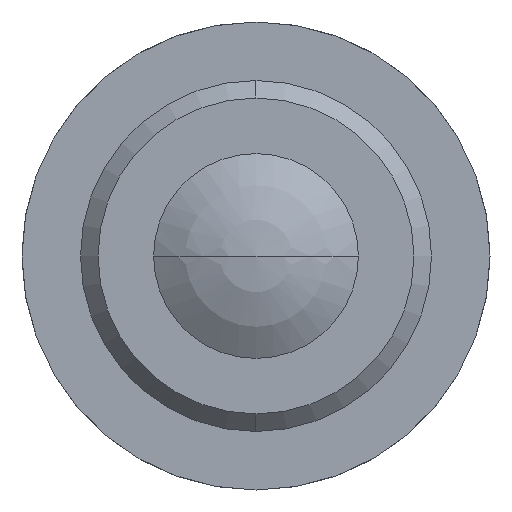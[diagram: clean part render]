
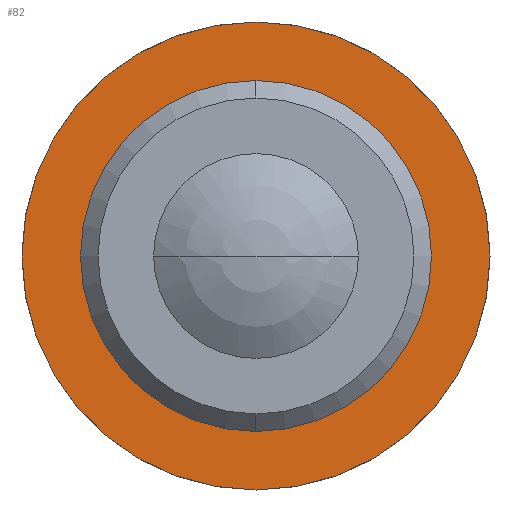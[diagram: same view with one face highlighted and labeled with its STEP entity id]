
A CAD part, left-side view. The second image highlights one B-rep face of the part: STEP entity #82.
In plain terms, the highlighted planar face has unit normal (-1, 0, 0).
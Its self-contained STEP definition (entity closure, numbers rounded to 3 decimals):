
#82=ADVANCED_FACE('',(#118,#119),#120,.F.);
#118=FACE_BOUND('',#177,.T.);
#119=FACE_OUTER_BOUND('',#178,.T.);
#120=PLANE('',#179);
#177=EDGE_LOOP('',(#296,#297));
#178=EDGE_LOOP('',(#298,#299));
#179=AXIS2_PLACEMENT_3D('',#300,#301,#302);
#296=ORIENTED_EDGE('',*,*,#491,.F.);
#297=ORIENTED_EDGE('',*,*,#449,.F.);
#298=ORIENTED_EDGE('',*,*,#490,.T.);
#299=ORIENTED_EDGE('',*,*,#462,.T.);
#300=CARTESIAN_POINT('',(8.5,4.0,0.0));
#301=DIRECTION('',(1.0,0.0,0.0));
#302=DIRECTION('',(0.0,0.0,-1.0));
#449=EDGE_CURVE('',#523,#519,#525,.T.);
#462=EDGE_CURVE('',#549,#546,#550,.T.);
#490=EDGE_CURVE('',#546,#549,#603,.T.);
#491=EDGE_CURVE('',#519,#523,#604,.T.);
#519=VERTEX_POINT('',#634);
#523=VERTEX_POINT('',#639);
#525=CIRCLE('',#642,3.0);
#546=VERTEX_POINT('',#667);
#549=VERTEX_POINT('',#671);
#550=CIRCLE('',#672,4.0);
#603=CIRCLE('',#738,4.0);
#604=CIRCLE('',#739,3.0);
#634=CARTESIAN_POINT('',(8.5,0.0,3.0));
#639=CARTESIAN_POINT('',(8.5,0.,-3.0));
#642=AXIS2_PLACEMENT_3D('',#783,#784,#785);
#667=CARTESIAN_POINT('',(8.5,0.0,4.0));
#671=CARTESIAN_POINT('',(8.5,0.,-4.0));
#672=AXIS2_PLACEMENT_3D('',#812,#813,#814);
#738=AXIS2_PLACEMENT_3D('',#870,#871,#872);
#739=AXIS2_PLACEMENT_3D('',#873,#874,#875);
#783=CARTESIAN_POINT('',(8.5,0.0,0.0));
#784=DIRECTION('',(-1.0,0.0,0.0));
#785=DIRECTION('',(0.0,0.0,1.0));
#812=CARTESIAN_POINT('',(8.5,0.0,0.0));
#813=DIRECTION('',(-1.0,0.0,0.0));
#814=DIRECTION('',(0.0,0.0,1.0));
#870=CARTESIAN_POINT('',(8.5,0.0,0.0));
#871=DIRECTION('',(-1.0,0.0,0.0));
#872=DIRECTION('',(0.0,0.0,1.0));
#873=CARTESIAN_POINT('',(8.5,0.0,0.0));
#874=DIRECTION('',(-1.0,0.0,0.0));
#875=DIRECTION('',(0.0,0.0,1.0));
